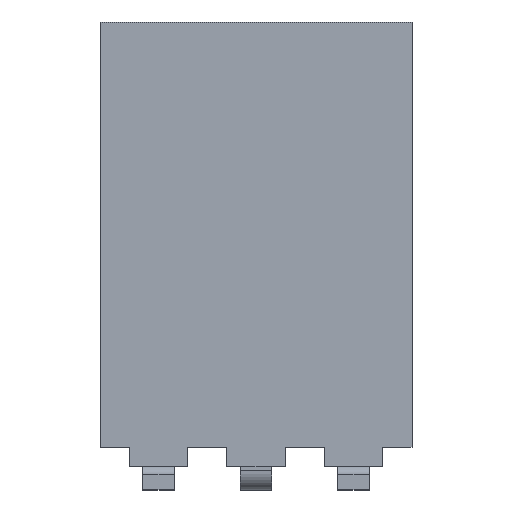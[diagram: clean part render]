
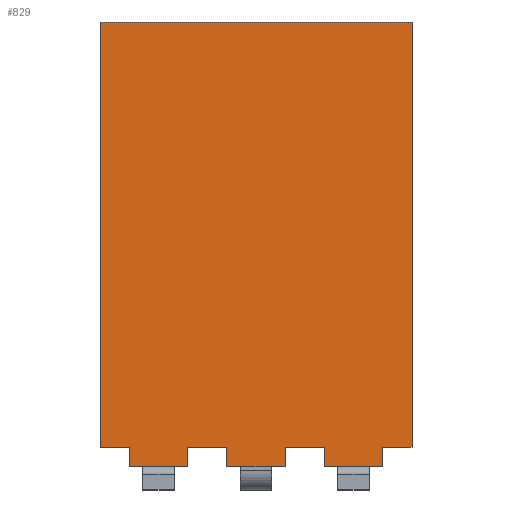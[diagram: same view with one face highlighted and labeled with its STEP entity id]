
A CAD part, front view. The second image highlights one B-rep face of the part: STEP entity #829.
In plain terms, the highlighted face is planar.
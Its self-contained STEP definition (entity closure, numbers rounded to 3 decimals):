
#138 = VERTEX_POINT('',#139);
#139 = CARTESIAN_POINT('',(-0.889,0.,1.27));
#145 = EDGE_CURVE('',#146,#138,#148,.T.);
#146 = VERTEX_POINT('',#147);
#147 = CARTESIAN_POINT('',(-1.651,0.,1.27));
#148 = LINE('',#149,#150);
#149 = CARTESIAN_POINT('',(-2.032,0.,1.27));
#150 = VECTOR('',#151,1.);
#151 = DIRECTION('',(1.,0.,0.));
#167 = EDGE_CURVE('',#168,#170,#172,.T.);
#168 = VERTEX_POINT('',#169);
#169 = CARTESIAN_POINT('',(-0.381,0.,1.27));
#170 = VERTEX_POINT('',#171);
#171 = CARTESIAN_POINT('',(0.381,0.,1.27));
#172 = LINE('',#173,#174);
#173 = CARTESIAN_POINT('',(-2.032,0.,1.27));
#174 = VECTOR('',#175,1.);
#175 = DIRECTION('',(1.,0.,0.));
#474 = VERTEX_POINT('',#475);
#475 = CARTESIAN_POINT('',(-2.032,0.254,1.27));
#481 = EDGE_CURVE('',#482,#474,#484,.T.);
#482 = VERTEX_POINT('',#483);
#483 = CARTESIAN_POINT('',(-2.032,5.791,1.27));
#484 = LINE('',#485,#486);
#485 = CARTESIAN_POINT('',(-2.032,5.791,1.27));
#486 = VECTOR('',#487,1.);
#487 = DIRECTION('',(0.,-1.,0.));
#503 = EDGE_CURVE('',#504,#506,#508,.T.);
#504 = VERTEX_POINT('',#505);
#505 = CARTESIAN_POINT('',(2.032,5.791,1.27));
#506 = VERTEX_POINT('',#507);
#507 = CARTESIAN_POINT('',(2.032,0.254,1.27));
#508 = LINE('',#509,#510);
#509 = CARTESIAN_POINT('',(2.032,5.791,1.27));
#510 = VECTOR('',#511,1.);
#511 = DIRECTION('',(0.,-1.,0.));
#583 = EDGE_CURVE('',#584,#586,#588,.T.);
#584 = VERTEX_POINT('',#585);
#585 = CARTESIAN_POINT('',(0.889,0.,1.27));
#586 = VERTEX_POINT('',#587);
#587 = CARTESIAN_POINT('',(1.651,0.,1.27));
#588 = LINE('',#589,#590);
#589 = CARTESIAN_POINT('',(-2.032,0.,1.27));
#590 = VECTOR('',#591,1.);
#591 = DIRECTION('',(1.,0.,0.));
#630 = EDGE_CURVE('',#482,#504,#631,.T.);
#631 = LINE('',#632,#633);
#632 = CARTESIAN_POINT('',(-2.032,5.791,1.27));
#633 = VECTOR('',#634,1.);
#634 = DIRECTION('',(1.,0.,0.));
#829 = ADVANCED_FACE('',(#830),#910,.F.);
#830 = FACE_BOUND('',#831,.T.);
#831 = EDGE_LOOP('',(#832,#833,#841,#849,#855,#856,#864,#872,#878,#879,
    #887,#893,#894,#895,#896,#904));
#832 = ORIENTED_EDGE('',*,*,#145,.T.);
#833 = ORIENTED_EDGE('',*,*,#834,.F.);
#834 = EDGE_CURVE('',#835,#138,#837,.T.);
#835 = VERTEX_POINT('',#836);
#836 = CARTESIAN_POINT('',(-0.889,0.254,1.27));
#837 = LINE('',#838,#839);
#838 = CARTESIAN_POINT('',(-0.889,0.254,1.27));
#839 = VECTOR('',#840,1.);
#840 = DIRECTION('',(0.,-1.,0.));
#841 = ORIENTED_EDGE('',*,*,#842,.F.);
#842 = EDGE_CURVE('',#843,#835,#845,.T.);
#843 = VERTEX_POINT('',#844);
#844 = CARTESIAN_POINT('',(-0.381,0.254,1.27));
#845 = LINE('',#846,#847);
#846 = CARTESIAN_POINT('',(-0.381,0.254,1.27));
#847 = VECTOR('',#848,1.);
#848 = DIRECTION('',(-1.,0.,0.));
#849 = ORIENTED_EDGE('',*,*,#850,.F.);
#850 = EDGE_CURVE('',#168,#843,#851,.T.);
#851 = LINE('',#852,#853);
#852 = CARTESIAN_POINT('',(-0.381,0.,1.27));
#853 = VECTOR('',#854,1.);
#854 = DIRECTION('',(0.,1.,0.));
#855 = ORIENTED_EDGE('',*,*,#167,.T.);
#856 = ORIENTED_EDGE('',*,*,#857,.F.);
#857 = EDGE_CURVE('',#858,#170,#860,.T.);
#858 = VERTEX_POINT('',#859);
#859 = CARTESIAN_POINT('',(0.381,0.254,1.27));
#860 = LINE('',#861,#862);
#861 = CARTESIAN_POINT('',(0.381,0.254,1.27));
#862 = VECTOR('',#863,1.);
#863 = DIRECTION('',(0.,-1.,0.));
#864 = ORIENTED_EDGE('',*,*,#865,.F.);
#865 = EDGE_CURVE('',#866,#858,#868,.T.);
#866 = VERTEX_POINT('',#867);
#867 = CARTESIAN_POINT('',(0.889,0.254,1.27));
#868 = LINE('',#869,#870);
#869 = CARTESIAN_POINT('',(0.889,0.254,1.27));
#870 = VECTOR('',#871,1.);
#871 = DIRECTION('',(-1.,0.,0.));
#872 = ORIENTED_EDGE('',*,*,#873,.F.);
#873 = EDGE_CURVE('',#584,#866,#874,.T.);
#874 = LINE('',#875,#876);
#875 = CARTESIAN_POINT('',(0.889,0.,1.27));
#876 = VECTOR('',#877,1.);
#877 = DIRECTION('',(0.,1.,0.));
#878 = ORIENTED_EDGE('',*,*,#583,.T.);
#879 = ORIENTED_EDGE('',*,*,#880,.F.);
#880 = EDGE_CURVE('',#881,#586,#883,.T.);
#881 = VERTEX_POINT('',#882);
#882 = CARTESIAN_POINT('',(1.651,0.254,1.27));
#883 = LINE('',#884,#885);
#884 = CARTESIAN_POINT('',(1.651,0.254,1.27));
#885 = VECTOR('',#886,1.);
#886 = DIRECTION('',(0.,-1.,0.));
#887 = ORIENTED_EDGE('',*,*,#888,.F.);
#888 = EDGE_CURVE('',#506,#881,#889,.T.);
#889 = LINE('',#890,#891);
#890 = CARTESIAN_POINT('',(2.159,0.254,1.27));
#891 = VECTOR('',#892,1.);
#892 = DIRECTION('',(-1.,0.,0.));
#893 = ORIENTED_EDGE('',*,*,#503,.F.);
#894 = ORIENTED_EDGE('',*,*,#630,.F.);
#895 = ORIENTED_EDGE('',*,*,#481,.T.);
#896 = ORIENTED_EDGE('',*,*,#897,.F.);
#897 = EDGE_CURVE('',#898,#474,#900,.T.);
#898 = VERTEX_POINT('',#899);
#899 = CARTESIAN_POINT('',(-1.651,0.254,1.27));
#900 = LINE('',#901,#902);
#901 = CARTESIAN_POINT('',(-1.651,0.254,1.27));
#902 = VECTOR('',#903,1.);
#903 = DIRECTION('',(-1.,0.,0.));
#904 = ORIENTED_EDGE('',*,*,#905,.F.);
#905 = EDGE_CURVE('',#146,#898,#906,.T.);
#906 = LINE('',#907,#908);
#907 = CARTESIAN_POINT('',(-1.651,0.,1.27));
#908 = VECTOR('',#909,1.);
#909 = DIRECTION('',(0.,1.,0.));
#910 = PLANE('',#911);
#911 = AXIS2_PLACEMENT_3D('',#912,#913,#914);
#912 = CARTESIAN_POINT('',(-2.032,5.791,1.27));
#913 = DIRECTION('',(0.,0.,-1.));
#914 = DIRECTION('',(-1.,0.,0.));
